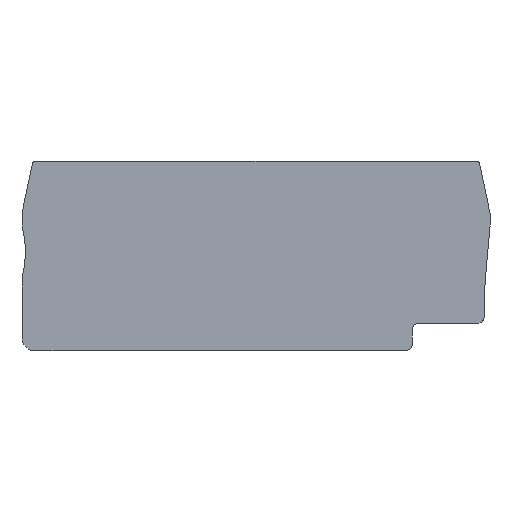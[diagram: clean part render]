
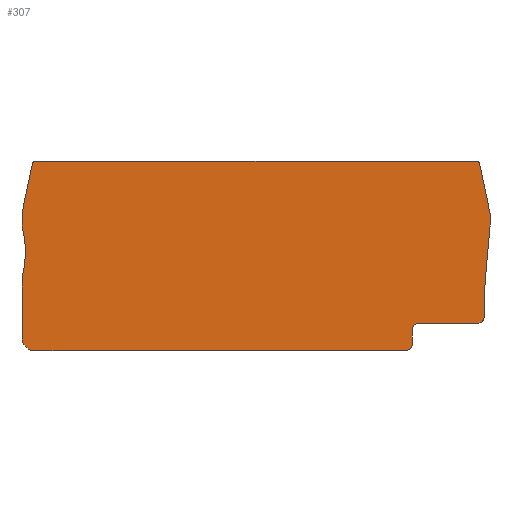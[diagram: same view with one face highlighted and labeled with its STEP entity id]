
A CAD part, top view. The second image highlights one B-rep face of the part: STEP entity #307.
In plain terms, the highlighted planar face has unit normal (0, 0, 1).
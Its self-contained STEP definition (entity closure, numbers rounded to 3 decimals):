
#157=CIRCLE('',#1838,0.5);
#158=CIRCLE('',#1843,50.);
#160=CIRCLE('',#1847,1.);
#162=CIRCLE('',#1851,1.);
#165=CIRCLE('',#1856,1.);
#167=CIRCLE('',#1860,2.);
#168=CIRCLE('',#1863,15.);
#171=CIRCLE('',#1869,0.5);
#211=PLANE('',#1885);
#307=ADVANCED_FACE('',(#446),#211,.T.);
#446=FACE_OUTER_BOUND('',#545,.T.);
#545=EDGE_LOOP('',(#1275,#1276,#1277,#1278,#1279,#1280,#1281,#1282,#1283,
#1284,#1285,#1286,#1287,#1288,#1289,#1290,#1291,#1292,#1293));
#633=LINE('',#2972,#770);
#635=LINE('',#2976,#772);
#638=LINE('',#2982,#775);
#642=LINE('',#2994,#779);
#646=LINE('',#3006,#783);
#650=LINE('',#3018,#787);
#655=LINE('',#3032,#792);
#660=LINE('',#3046,#797);
#662=LINE('',#3054,#799);
#666=LINE('',#3062,#803);
#670=LINE('',#3073,#807);
#770=VECTOR('',#2203,1.);
#772=VECTOR('',#2207,1.);
#775=VECTOR('',#2212,1.);
#779=VECTOR('',#2224,1.);
#783=VECTOR('',#2236,1.);
#787=VECTOR('',#2248,1.);
#792=VECTOR('',#2261,1.);
#797=VECTOR('',#2274,1.);
#799=VECTOR('',#2284,1.);
#803=VECTOR('',#2290,1.);
#807=VECTOR('',#2302,1.);
#1275=ORIENTED_EDGE('',*,*,#1664,.T.);
#1276=ORIENTED_EDGE('',*,*,#1661,.T.);
#1277=ORIENTED_EDGE('',*,*,#1658,.T.);
#1278=ORIENTED_EDGE('',*,*,#1654,.T.);
#1279=ORIENTED_EDGE('',*,*,#1651,.F.);
#1280=ORIENTED_EDGE('',*,*,#1650,.T.);
#1281=ORIENTED_EDGE('',*,*,#1646,.T.);
#1282=ORIENTED_EDGE('',*,*,#1643,.T.);
#1283=ORIENTED_EDGE('',*,*,#1640,.T.);
#1284=ORIENTED_EDGE('',*,*,#1636,.F.);
#1285=ORIENTED_EDGE('',*,*,#1633,.F.);
#1286=ORIENTED_EDGE('',*,*,#1630,.F.);
#1287=ORIENTED_EDGE('',*,*,#1627,.F.);
#1288=ORIENTED_EDGE('',*,*,#1624,.F.);
#1289=ORIENTED_EDGE('',*,*,#1621,.F.);
#1290=ORIENTED_EDGE('',*,*,#1618,.F.);
#1291=ORIENTED_EDGE('',*,*,#1615,.T.);
#1292=ORIENTED_EDGE('',*,*,#1613,.T.);
#1293=ORIENTED_EDGE('',*,*,#1610,.T.);
#1404=VERTEX_POINT('',#2965);
#1405=VERTEX_POINT('',#2967);
#1407=VERTEX_POINT('',#2973);
#1408=VERTEX_POINT('',#2977);
#1410=VERTEX_POINT('',#2983);
#1412=VERTEX_POINT('',#2989);
#1414=VERTEX_POINT('',#2995);
#1416=VERTEX_POINT('',#3001);
#1418=VERTEX_POINT('',#3007);
#1420=VERTEX_POINT('',#3013);
#1422=VERTEX_POINT('',#3019);
#1425=VERTEX_POINT('',#3027);
#1427=VERTEX_POINT('',#3033);
#1429=VERTEX_POINT('',#3039);
#1431=VERTEX_POINT('',#3044);
#1432=VERTEX_POINT('',#3049);
#1434=VERTEX_POINT('',#3055);
#1437=VERTEX_POINT('',#3063);
#1439=VERTEX_POINT('',#3069);
#1610=EDGE_CURVE('',#1405,#1404,#157,.T.);
#1613=EDGE_CURVE('',#1407,#1405,#633,.T.);
#1615=EDGE_CURVE('',#1408,#1407,#635,.T.);
#1618=EDGE_CURVE('',#1408,#1410,#638,.T.);
#1621=EDGE_CURVE('',#1410,#1412,#158,.T.);
#1624=EDGE_CURVE('',#1412,#1414,#642,.T.);
#1627=EDGE_CURVE('',#1414,#1416,#160,.T.);
#1630=EDGE_CURVE('',#1416,#1418,#646,.T.);
#1633=EDGE_CURVE('',#1418,#1420,#162,.T.);
#1636=EDGE_CURVE('',#1420,#1422,#650,.T.);
#1640=EDGE_CURVE('',#1425,#1422,#165,.T.);
#1643=EDGE_CURVE('',#1427,#1425,#655,.T.);
#1646=EDGE_CURVE('',#1429,#1427,#167,.T.);
#1650=EDGE_CURVE('',#1431,#1429,#660,.T.);
#1651=EDGE_CURVE('',#1431,#1432,#168,.T.);
#1654=EDGE_CURVE('',#1434,#1432,#662,.T.);
#1658=EDGE_CURVE('',#1437,#1434,#666,.T.);
#1661=EDGE_CURVE('',#1439,#1437,#171,.T.);
#1664=EDGE_CURVE('',#1404,#1439,#670,.T.);
#1838=AXIS2_PLACEMENT_3D('',#2966,#2197,#2198);
#1843=AXIS2_PLACEMENT_3D('',#2988,#2217,#2218);
#1847=AXIS2_PLACEMENT_3D('',#3000,#2229,#2230);
#1851=AXIS2_PLACEMENT_3D('',#3012,#2241,#2242);
#1856=AXIS2_PLACEMENT_3D('',#3026,#2255,#2256);
#1860=AXIS2_PLACEMENT_3D('',#3038,#2267,#2268);
#1863=AXIS2_PLACEMENT_3D('',#3048,#2277,#2278);
#1869=AXIS2_PLACEMENT_3D('',#3068,#2296,#2297);
#1885=AXIS2_PLACEMENT_3D('',#3100,#2343,#2344);
#2197=DIRECTION('',(0.,0.,1.));
#2198=DIRECTION('',(1.,0.,0.));
#2203=DIRECTION('',(-0.208,0.978,0.));
#2207=DIRECTION('',(0.,1.,0.));
#2212=DIRECTION('',(-0.087,-0.996,0.));
#2217=DIRECTION('',(0.,0.,1.));
#2218=DIRECTION('',(1.,0.,0.));
#2224=DIRECTION('',(0.,-1.,0.));
#2229=DIRECTION('',(0.,0.,-1.));
#2230=DIRECTION('',(1.,0.,0.));
#2236=DIRECTION('',(-1.,0.,0.));
#2241=DIRECTION('',(0.,0.,1.));
#2242=DIRECTION('',(1.,0.,0.));
#2248=DIRECTION('',(0.,-1.,0.));
#2255=DIRECTION('',(0.,0.,1.));
#2256=DIRECTION('',(1.,0.,0.));
#2261=DIRECTION('',(1.,0.,0.));
#2267=DIRECTION('',(0.,0.,1.));
#2268=DIRECTION('',(1.,0.,0.));
#2274=DIRECTION('',(0.,-1.,0.));
#2277=DIRECTION('',(0.,0.,1.));
#2278=DIRECTION('',(1.,0.,0.));
#2284=DIRECTION('',(0.,-1.,0.));
#2290=DIRECTION('',(-0.208,-0.978,0.));
#2296=DIRECTION('',(0.,0.,1.));
#2297=DIRECTION('',(1.,0.,0.));
#2302=DIRECTION('',(-1.,0.,0.));
#2343=DIRECTION('',(0.,0.,1.));
#2344=DIRECTION('',(-1.,0.,0.));
#2965=CARTESIAN_POINT('',(33.995,14.625,0.));
#2966=CARTESIAN_POINT('',(33.995,14.125,0.));
#2967=CARTESIAN_POINT('',(34.484,14.229,0.));
#2972=CARTESIAN_POINT('',(36.1,6.625,0.));
#2973=CARTESIAN_POINT('',(36.1,6.625,0.));
#2976=CARTESIAN_POINT('',(36.1,-10.27,0.));
#2977=CARTESIAN_POINT('',(36.1,4.625,0.));
#2982=CARTESIAN_POINT('',(34.069,-18.589,0.));
#2983=CARTESIAN_POINT('',(35.415,-3.2,0.));
#2988=CARTESIAN_POINT('',(85.225,-7.558,0.));
#2989=CARTESIAN_POINT('',(35.225,-7.558,0.));
#2994=CARTESIAN_POINT('',(35.225,-12.625,0.));
#2995=CARTESIAN_POINT('',(35.225,-9.375,0.));
#3000=CARTESIAN_POINT('',(34.225,-9.375,0.));
#3001=CARTESIAN_POINT('',(34.225,-10.375,0.));
#3006=CARTESIAN_POINT('',(-34.1,-10.375,0.));
#3007=CARTESIAN_POINT('',(25.1,-10.375,0.));
#3012=CARTESIAN_POINT('',(25.1,-11.375,0.));
#3013=CARTESIAN_POINT('',(24.1,-11.375,0.));
#3018=CARTESIAN_POINT('',(24.1,-12.625,0.));
#3019=CARTESIAN_POINT('',(24.1,-13.625,0.));
#3026=CARTESIAN_POINT('',(23.1,-13.625,0.));
#3027=CARTESIAN_POINT('',(23.1,-14.625,0.));
#3032=CARTESIAN_POINT('',(-34.1,-14.625,0.));
#3033=CARTESIAN_POINT('',(-34.1,-14.625,0.));
#3038=CARTESIAN_POINT('',(-34.1,-12.625,0.));
#3039=CARTESIAN_POINT('',(-36.1,-12.625,0.));
#3044=CARTESIAN_POINT('',(-36.1,-3.375,0.));
#3046=CARTESIAN_POINT('',(-36.1,6.625,0.));
#3048=CARTESIAN_POINT('',(-50.557,0.625,0.));
#3049=CARTESIAN_POINT('',(-36.1,4.625,0.));
#3054=CARTESIAN_POINT('',(-36.1,6.625,0.));
#3055=CARTESIAN_POINT('',(-36.1,6.625,0.));
#3062=CARTESIAN_POINT('',(-34.484,14.229,0.));
#3063=CARTESIAN_POINT('',(-34.484,14.229,0.));
#3068=CARTESIAN_POINT('',(-33.995,14.125,0.));
#3069=CARTESIAN_POINT('',(-33.995,14.625,0.));
#3073=CARTESIAN_POINT('',(33.995,14.625,0.));
#3100=CARTESIAN_POINT('',(-34.1,-12.625,0.));
